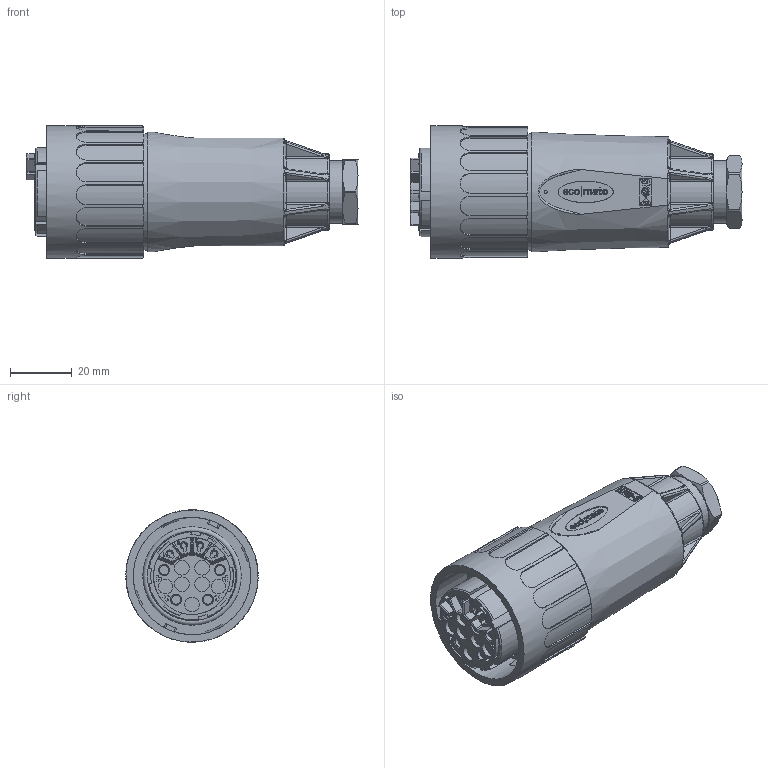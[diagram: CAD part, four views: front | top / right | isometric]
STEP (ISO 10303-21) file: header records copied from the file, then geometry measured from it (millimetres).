
FILE_DESCRIPTION(/* description */ (''),/* implementation_level */ '2;1');
FILE_NAME(/* name */ 'c016 10e014 003 2nxc001-01.stp',/* time_stamp */ '2019-07-08T08:38:10+02:00',/* author */ (''),/* organization */ (''),/* preprocessor_version */ 'ST-DEVELOPER v16.7',/* originating_system */ 'SIEMENS PLM Software NX 12.0',/* authorisation */ '');
FILE_SCHEMA (('AUTOMOTIVE_DESIGN { 1 0 10303 214 3 1 1 1 }'));
Length unit declared in the file: millimetre
Products named in the file (1): c016 10e014 003 2nxc001-01
Bounding box: 107.9 x 43 x 43 mm (x, y, z)
Volume: 100173.9 mm3; surface area: 20477.1 mm2
Topology: 1 solids, 1 shells, 1182 faces, 3124 edges, 2014 vertices
Faces by surface type: plane 572, cylinder 300, bspline 172, torus 53, sphere 32, cone 27, extrusion 26
Full cylindrical faces by diameter (mm): 1 x1, 3 x4, 4.75 x7, 20.4 x1, 29 x1, 38 x1, 38.2 x1, 43 x1
Entity records: 39663 total; most frequent: CARTESIAN_POINT 12156, ORIENTED_EDGE 6122, DIRECTION 5201, EDGE_CURVE 3061, VERTEX_POINT 1989, AXIS2_PLACEMENT_3D 1770, VECTOR 1661, LINE 1635
